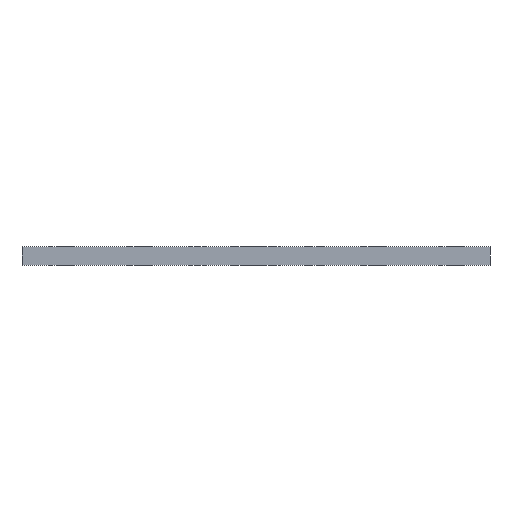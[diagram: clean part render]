
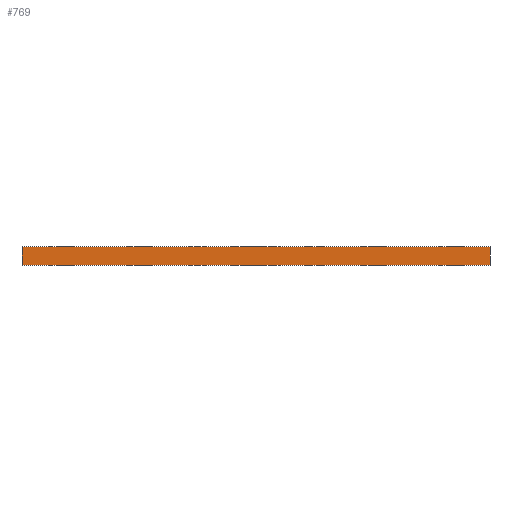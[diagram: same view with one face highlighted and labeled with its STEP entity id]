
A CAD part, front view. The second image highlights one B-rep face of the part: STEP entity #769.
In plain terms, the highlighted planar face has unit normal (0, -1, 0).
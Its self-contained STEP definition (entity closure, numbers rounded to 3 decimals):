
#74=PLANE('',#876);
#109=FACE_OUTER_BOUND('',#144,.T.);
#144=EDGE_LOOP('',(#632,#633,#634,#635));
#239=LINE('',#1293,#280);
#240=LINE('',#1296,#281);
#241=LINE('',#1298,#282);
#242=LINE('',#1299,#283);
#280=VECTOR('',#1091,10.);
#281=VECTOR('',#1094,10.);
#282=VECTOR('',#1095,10.);
#283=VECTOR('',#1096,10.);
#406=VERTEX_POINT('',#1287);
#408=VERTEX_POINT('',#1291);
#409=VERTEX_POINT('',#1295);
#410=VERTEX_POINT('',#1297);
#503=EDGE_CURVE('',#406,#408,#239,.T.);
#504=EDGE_CURVE('',#406,#409,#240,.T.);
#505=EDGE_CURVE('',#410,#408,#241,.T.);
#506=EDGE_CURVE('',#409,#410,#242,.T.);
#632=ORIENTED_EDGE('',*,*,#504,.F.);
#633=ORIENTED_EDGE('',*,*,#503,.T.);
#634=ORIENTED_EDGE('',*,*,#505,.F.);
#635=ORIENTED_EDGE('',*,*,#506,.F.);
#769=ADVANCED_FACE('',(#109),#74,.T.);
#876=AXIS2_PLACEMENT_3D('',#1294,#1092,#1093);
#1091=DIRECTION('',(0.,0.,1.));
#1092=DIRECTION('center_axis',(0.,-1.,0.));
#1093=DIRECTION('ref_axis',(1.,0.,0.));
#1094=DIRECTION('',(-1.,0.,0.));
#1095=DIRECTION('',(1.,0.,0.));
#1096=DIRECTION('',(0.,0.,1.));
#1287=CARTESIAN_POINT('',(150.,-150.,100.));
#1291=CARTESIAN_POINT('',(150.,-150.,112.));
#1293=CARTESIAN_POINT('',(150.,-150.,100.));
#1294=CARTESIAN_POINT('Origin',(-150.,-150.,100.));
#1295=CARTESIAN_POINT('',(-150.,-150.,100.));
#1296=CARTESIAN_POINT('',(150.,-150.,100.));
#1297=CARTESIAN_POINT('',(-150.,-150.,112.));
#1298=CARTESIAN_POINT('',(150.,-150.,112.));
#1299=CARTESIAN_POINT('',(-150.,-150.,100.));
